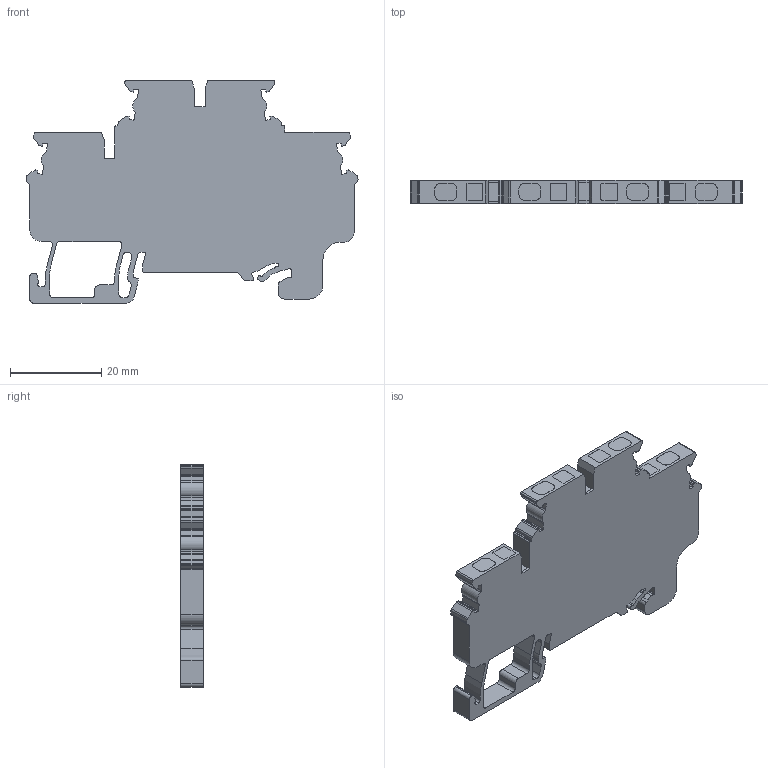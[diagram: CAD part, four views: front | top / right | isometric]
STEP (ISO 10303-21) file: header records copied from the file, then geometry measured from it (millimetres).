
FILE_DESCRIPTION(/* description */ (''),/* implementation_level */ '2;1');
FILE_NAME(/* name */ 'CXDL2_5ED1_D2.stp',/* time_stamp */ '2016-06-21T09:57:19-04:00',/* author */ ('CAD Station'),/* organization */ (''),/* preprocessor_version */ 'ST-DEVELOPER v16.1',/* originating_system */ 'Autodesk Inventor 2016',/* authorisation */ '');
FILE_SCHEMA (('AUTOMOTIVE_DESIGN { 1 0 10303 214 3 1 1 }'));
Length unit declared in the file: metre
Products named in the file (1): CXDL2.5(E)D1
Bounding box: 72.7 x 5 x 48.7 mm (x, y, z)
Volume: 11987.5 mm3; surface area: 6843.2 mm2
Topology: 1 solids, 1 shells, 334 faces, 976 edges, 646 vertices
Faces by surface type: plane 177, cylinder 157
Entity records: 11513 total; most frequent: DIRECTION 1959, CARTESIAN_POINT 1957, ORIENTED_EDGE 1952, EDGE_CURVE 976, LINE 663, VECTOR 663, AXIS2_PLACEMENT_3D 648, VERTEX_POINT 646
